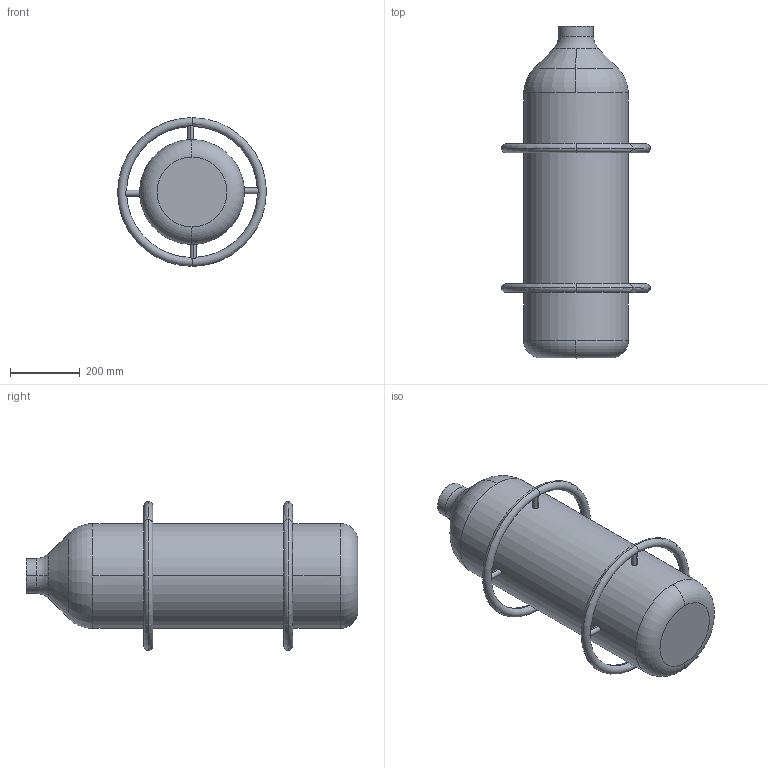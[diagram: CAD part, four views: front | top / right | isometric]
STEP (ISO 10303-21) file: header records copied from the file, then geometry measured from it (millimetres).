
FILE_DESCRIPTION (( 'STEP AP203' ), '1' );
FILE_NAME ('Part1.STEP', '2013-05-24T21:39:00', ( '' ), ( '' ), 'SwSTEP 2.0', 'SolidWorks 2011', '' );
FILE_SCHEMA (( 'CONFIG_CONTROL_DESIGN' ));
Length unit declared in the file: millimetre
Products named in the file (1): Part1
Bounding box: 425.4 x 950 x 425.4 mm (x, y, z)
Volume: 5760128.1 mm3; surface area: 1981403.3 mm2
Topology: 1 solids, 1 shells, 51 faces, 160 edges, 100 vertices
Faces by surface type: cylinder 24, torus 20, cone 4, plane 3
Entity records: 3219 total; most frequent: CARTESIAN_POINT 1748, ORIENTED_EDGE 320, DIRECTION 280, EDGE_CURVE 160, AXIS2_PLACEMENT_3D 124, VERTEX_POINT 100, CIRCLE 72, B_SPLINE_CURVE_WITH_KNOTS 56
